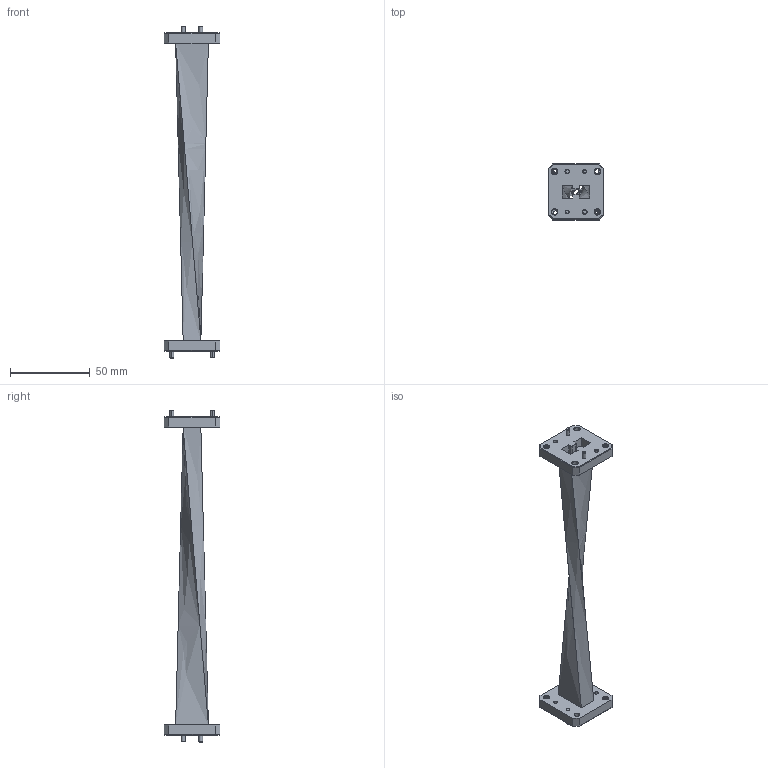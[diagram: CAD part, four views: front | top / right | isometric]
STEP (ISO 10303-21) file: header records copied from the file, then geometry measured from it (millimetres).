
FILE_DESCRIPTION (( 'STEP AP203' ), '1' );
FILE_NAME ('PEWRD750TW1001.step', '2020-10-30T19:59:58', ( '' ), ( '' ), 'SwSTEP 2.0', 'SolidWorks 2018', '' );
FILE_SCHEMA (( 'CONFIG_CONTROL_DESIGN' ));
Length unit declared in the file: millimetre
Products named in the file (1): PEWRD750TW1001
Bounding box: 35 x 35 x 208.6 mm (x, y, z)
Volume: 26656.5 mm3; surface area: 25991.5 mm2
Topology: 1 solids, 1 shells, 265 faces, 672 edges, 420 vertices
Faces by surface type: cylinder 104, plane 68, bspline 53, cone 40
Entity records: 19619 total; most frequent: CARTESIAN_POINT 13789, ORIENTED_EDGE 1344, DIRECTION 970, EDGE_CURVE 672, VERTEX_POINT 420, AXIS2_PLACEMENT_3D 341, EDGE_LOOP 302, VECTOR 288
